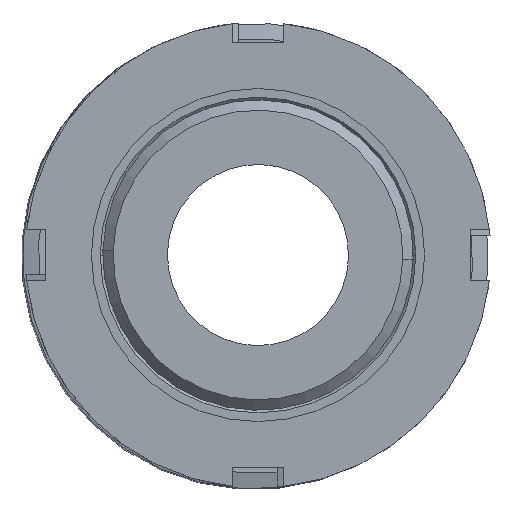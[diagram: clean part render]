
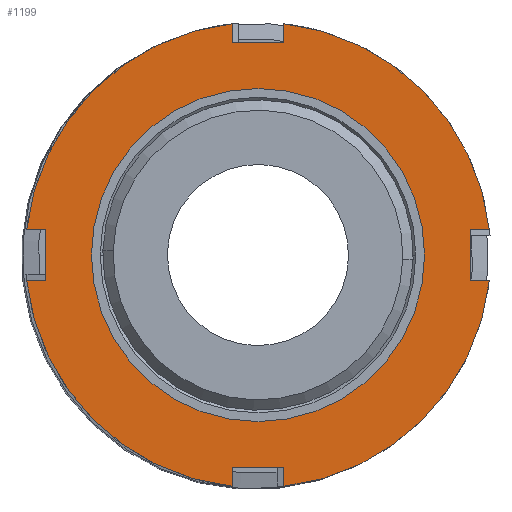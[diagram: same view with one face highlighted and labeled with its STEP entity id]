
A CAD part, front view. The second image highlights one B-rep face of the part: STEP entity #1199.
In plain terms, the highlighted planar face has unit normal (0, -1, 0).
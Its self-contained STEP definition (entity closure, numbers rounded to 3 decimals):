
#20 = EDGE_CURVE ( 'NONE', #931, #1744, #2657, .T. ) ;
#52 = AXIS2_PLACEMENT_3D ( 'NONE', #733, #241, #490 ) ;
#55 = CARTESIAN_POINT ( 'NONE',  ( -22.361, -11.968, 2.5 ) ) ;
#61 = DIRECTION ( 'NONE',  ( 0., 0., 1. ) ) ;
#123 = VECTOR ( 'NONE', #767, 1000. ) ;
#137 = ORIENTED_EDGE ( 'NONE', *, *, #1360, .T. ) ;
#144 = CARTESIAN_POINT ( 'NONE',  ( -16.1, -11.968, 0. ) ) ;
#156 = CIRCLE ( 'NONE', #1597, 22.5 ) ;
#168 = ORIENTED_EDGE ( 'NONE', *, *, #573, .F. ) ;
#172 = CARTESIAN_POINT ( 'NONE',  ( 0., -11.968, 0. ) ) ;
#186 = LINE ( 'NONE', #1367, #3049 ) ;
#222 = CARTESIAN_POINT ( 'NONE',  ( 20.5, -11.968, -2.5 ) ) ;
#224 = EDGE_CURVE ( 'NONE', #2260, #1155, #3021, .T. ) ;
#229 = CARTESIAN_POINT ( 'NONE',  ( 2.5, -11.968, 0. ) ) ;
#234 = DIRECTION ( 'NONE',  ( 1., 0., 0. ) ) ;
#241 = DIRECTION ( 'NONE',  ( 0., 1., 0. ) ) ;
#270 = EDGE_CURVE ( 'NONE', #2296, #3211, #513, .T. ) ;
#300 = CARTESIAN_POINT ( 'NONE',  ( 2.5, -11.968, 0. ) ) ;
#313 = CARTESIAN_POINT ( 'NONE',  ( 0., -11.968, 0. ) ) ;
#378 = VERTEX_POINT ( 'NONE', #1531 ) ;
#387 = EDGE_CURVE ( 'NONE', #1115, #1510, #1495, .T. ) ;
#432 = DIRECTION ( 'NONE',  ( 0., 1., 0. ) ) ;
#456 = CIRCLE ( 'NONE', #1703, 22.5 ) ;
#490 = DIRECTION ( 'NONE',  ( -1., 0., 0. ) ) ;
#491 = DIRECTION ( 'NONE',  ( -1., 0., 0. ) ) ;
#505 = CARTESIAN_POINT ( 'NONE',  ( 20.5, -11.968, 2.5 ) ) ;
#510 = CARTESIAN_POINT ( 'NONE',  ( 0., -11.968, 2.5 ) ) ;
#513 = LINE ( 'NONE', #2968, #1535 ) ;
#528 = CIRCLE ( 'NONE', #1162, 22.5 ) ;
#537 = VECTOR ( 'NONE', #3175, 1000. ) ;
#558 = DIRECTION ( 'NONE',  ( -1., 0., 0. ) ) ;
#573 = EDGE_CURVE ( 'NONE', #1510, #716, #1614, .T. ) ;
#600 = DIRECTION ( 'NONE',  ( 0., 0., -1. ) ) ;
#613 = LINE ( 'NONE', #510, #2809 ) ;
#660 = CARTESIAN_POINT ( 'NONE',  ( 22.361, -11.968, 2.5 ) ) ;
#682 = VERTEX_POINT ( 'NONE', #785 ) ;
#711 = AXIS2_PLACEMENT_3D ( 'NONE', #313, #2059, #558 ) ;
#712 = ORIENTED_EDGE ( 'NONE', *, *, #1257, .F. ) ;
#716 = VERTEX_POINT ( 'NONE', #2323 ) ;
#729 = EDGE_CURVE ( 'NONE', #2377, #2056, #156, .T. ) ;
#733 = CARTESIAN_POINT ( 'NONE',  ( 16.1, -11.968, 0. ) ) ;
#767 = DIRECTION ( 'NONE',  ( -1., 0., 0. ) ) ;
#785 = CARTESIAN_POINT ( 'NONE',  ( -2.5, -11.968, 20.5 ) ) ;
#790 = VECTOR ( 'NONE', #1469, 1000. ) ;
#837 = EDGE_LOOP ( 'NONE', ( #2603, #2948, #712, #1321, #2786, #2709, #888, #3179, #1912, #1045, #1394, #2821, #2986, #168, #2622, #3042 ) ) ;
#888 = ORIENTED_EDGE ( 'NONE', *, *, #1990, .F. ) ;
#905 = CARTESIAN_POINT ( 'NONE',  ( -2.5, -11.968, 22.361 ) ) ;
#912 = LINE ( 'NONE', #2648, #1581 ) ;
#931 = VERTEX_POINT ( 'NONE', #1635 ) ;
#932 = CARTESIAN_POINT ( 'NONE',  ( -2.5, -11.968, 0. ) ) ;
#940 = EDGE_CURVE ( 'NONE', #682, #1744, #984, .T. ) ;
#984 = LINE ( 'NONE', #1868, #2887 ) ;
#991 = CARTESIAN_POINT ( 'NONE',  ( 0., -11.968, -20.5 ) ) ;
#996 = VERTEX_POINT ( 'NONE', #660 ) ;
#1000 = CARTESIAN_POINT ( 'NONE',  ( -20.5, -11.968, -2.5 ) ) ;
#1016 = DIRECTION ( 'NONE',  ( 0., 1., 0. ) ) ;
#1023 = CARTESIAN_POINT ( 'NONE',  ( 2.5, -11.968, 20.5 ) ) ;
#1025 = CARTESIAN_POINT ( 'NONE',  ( 0., -11.968, 2.5 ) ) ;
#1028 = EDGE_CURVE ( 'NONE', #3216, #716, #3093, .T. ) ;
#1045 = ORIENTED_EDGE ( 'NONE', *, *, #2217, .F. ) ;
#1067 = DIRECTION ( 'NONE',  ( 0., 1., 0. ) ) ;
#1114 = CIRCLE ( 'NONE', #2317, 22.5 ) ;
#1115 = VERTEX_POINT ( 'NONE', #2483 ) ;
#1155 = VERTEX_POINT ( 'NONE', #1000 ) ;
#1162 = AXIS2_PLACEMENT_3D ( 'NONE', #2030, #1016, #491 ) ;
#1199 = ADVANCED_FACE ( 'NONE', ( #1874, #3165 ), #1488, .F. ) ;
#1257 = EDGE_CURVE ( 'NONE', #996, #2296, #1834, .T. ) ;
#1287 = DIRECTION ( 'NONE',  ( 1., 0., 0. ) ) ;
#1300 = EDGE_CURVE ( 'NONE', #2377, #1779, #613, .T. ) ;
#1302 = CARTESIAN_POINT ( 'NONE',  ( -20.5, -11.968, 2.5 ) ) ;
#1321 = ORIENTED_EDGE ( 'NONE', *, *, #3210, .F. ) ;
#1331 = CARTESIAN_POINT ( 'NONE',  ( 0., -11.968, 0. ) ) ;
#1350 = DIRECTION ( 'NONE',  ( -1., 0., 0. ) ) ;
#1360 = EDGE_CURVE ( 'NONE', #2997, #1480, #2727, .T. ) ;
#1367 = CARTESIAN_POINT ( 'NONE',  ( -2.5, -11.968, 0. ) ) ;
#1394 = ORIENTED_EDGE ( 'NONE', *, *, #224, .F. ) ;
#1449 = CARTESIAN_POINT ( 'NONE',  ( 0., -11.968, -2.5 ) ) ;
#1451 = DIRECTION ( 'NONE',  ( -1., 0., 0. ) ) ;
#1469 = DIRECTION ( 'NONE',  ( 0., 0., -1. ) ) ;
#1480 = VERTEX_POINT ( 'NONE', #3144 ) ;
#1488 = PLANE ( 'NONE',  #52 ) ;
#1495 = LINE ( 'NONE', #300, #2737 ) ;
#1510 = VERTEX_POINT ( 'NONE', #1684 ) ;
#1523 = DIRECTION ( 'NONE',  ( -1., 0., 0. ) ) ;
#1531 = CARTESIAN_POINT ( 'NONE',  ( 22.361, -11.968, -2.5 ) ) ;
#1535 = VECTOR ( 'NONE', #2200, 1000. ) ;
#1540 = ORIENTED_EDGE ( 'NONE', *, *, #2729, .T. ) ;
#1581 = VECTOR ( 'NONE', #2390, 1000. ) ;
#1597 = AXIS2_PLACEMENT_3D ( 'NONE', #1331, #1067, #1350 ) ;
#1614 = LINE ( 'NONE', #991, #123 ) ;
#1618 = VECTOR ( 'NONE', #234, 1000. ) ;
#1635 = CARTESIAN_POINT ( 'NONE',  ( 2.5, -11.968, 22.361 ) ) ;
#1684 = CARTESIAN_POINT ( 'NONE',  ( 2.5, -11.968, -20.5 ) ) ;
#1700 = DIRECTION ( 'NONE',  ( 0., 0., 1. ) ) ;
#1703 = AXIS2_PLACEMENT_3D ( 'NONE', #2632, #1900, #3112 ) ;
#1744 = VERTEX_POINT ( 'NONE', #1023 ) ;
#1779 = VERTEX_POINT ( 'NONE', #1302 ) ;
#1834 = LINE ( 'NONE', #1025, #3195 ) ;
#1868 = CARTESIAN_POINT ( 'NONE',  ( 0., -11.968, 20.5 ) ) ;
#1874 = FACE_BOUND ( 'NONE', #2635, .T. ) ;
#1878 = DIRECTION ( 'NONE',  ( 1., 0., 0. ) ) ;
#1900 = DIRECTION ( 'NONE',  ( 0., 1., 0. ) ) ;
#1912 = ORIENTED_EDGE ( 'NONE', *, *, #1300, .T. ) ;
#1951 = CARTESIAN_POINT ( 'NONE',  ( -20.5, -11.968, 0. ) ) ;
#1990 = EDGE_CURVE ( 'NONE', #2056, #682, #186, .T. ) ;
#2030 = CARTESIAN_POINT ( 'NONE',  ( 0., -11.968, 0. ) ) ;
#2035 = EDGE_CURVE ( 'NONE', #378, #1115, #456, .T. ) ;
#2056 = VERTEX_POINT ( 'NONE', #905 ) ;
#2059 = DIRECTION ( 'NONE',  ( 0., 1., 0. ) ) ;
#2075 = DIRECTION ( 'NONE',  ( 0., 1., 0. ) ) ;
#2200 = DIRECTION ( 'NONE',  ( 0., 0., -1. ) ) ;
#2217 = EDGE_CURVE ( 'NONE', #1155, #1779, #2791, .T. ) ;
#2260 = VERTEX_POINT ( 'NONE', #2952 ) ;
#2296 = VERTEX_POINT ( 'NONE', #505 ) ;
#2317 = AXIS2_PLACEMENT_3D ( 'NONE', #2526, #2075, #2808 ) ;
#2323 = CARTESIAN_POINT ( 'NONE',  ( -2.5, -11.968, -20.5 ) ) ;
#2377 = VERTEX_POINT ( 'NONE', #55 ) ;
#2390 = DIRECTION ( 'NONE',  ( -1., 0., 0. ) ) ;
#2440 = CIRCLE ( 'NONE', #2617, 16.1 ) ;
#2450 = EDGE_CURVE ( 'NONE', #3216, #2260, #1114, .T. ) ;
#2483 = CARTESIAN_POINT ( 'NONE',  ( 2.5, -11.968, -22.361 ) ) ;
#2524 = VECTOR ( 'NONE', #1700, 1000. ) ;
#2526 = CARTESIAN_POINT ( 'NONE',  ( 0., -11.968, 0. ) ) ;
#2603 = ORIENTED_EDGE ( 'NONE', *, *, #2664, .T. ) ;
#2617 = AXIS2_PLACEMENT_3D ( 'NONE', #172, #432, #1451 ) ;
#2622 = ORIENTED_EDGE ( 'NONE', *, *, #387, .F. ) ;
#2632 = CARTESIAN_POINT ( 'NONE',  ( 0., -11.968, 0. ) ) ;
#2635 = EDGE_LOOP ( 'NONE', ( #137, #1540 ) ) ;
#2648 = CARTESIAN_POINT ( 'NONE',  ( 0., -11.968, -2.5 ) ) ;
#2657 = LINE ( 'NONE', #229, #790 ) ;
#2664 = EDGE_CURVE ( 'NONE', #378, #3211, #912, .T. ) ;
#2709 = ORIENTED_EDGE ( 'NONE', *, *, #940, .F. ) ;
#2727 = CIRCLE ( 'NONE', #711, 16.1 ) ;
#2729 = EDGE_CURVE ( 'NONE', #1480, #2997, #2440, .T. ) ;
#2737 = VECTOR ( 'NONE', #61, 1000. ) ;
#2747 = CARTESIAN_POINT ( 'NONE',  ( -2.5, -11.968, -22.361 ) ) ;
#2786 = ORIENTED_EDGE ( 'NONE', *, *, #20, .T. ) ;
#2791 = LINE ( 'NONE', #1951, #2524 ) ;
#2808 = DIRECTION ( 'NONE',  ( -1., 0., 0. ) ) ;
#2809 = VECTOR ( 'NONE', #1287, 1000. ) ;
#2821 = ORIENTED_EDGE ( 'NONE', *, *, #2450, .F. ) ;
#2887 = VECTOR ( 'NONE', #1878, 1000. ) ;
#2948 = ORIENTED_EDGE ( 'NONE', *, *, #270, .F. ) ;
#2952 = CARTESIAN_POINT ( 'NONE',  ( -22.361, -11.968, -2.5 ) ) ;
#2968 = CARTESIAN_POINT ( 'NONE',  ( 20.5, -11.968, 0. ) ) ;
#2986 = ORIENTED_EDGE ( 'NONE', *, *, #1028, .T. ) ;
#2997 = VERTEX_POINT ( 'NONE', #144 ) ;
#3021 = LINE ( 'NONE', #1449, #1618 ) ;
#3042 = ORIENTED_EDGE ( 'NONE', *, *, #2035, .F. ) ;
#3049 = VECTOR ( 'NONE', #600, 1000. ) ;
#3093 = LINE ( 'NONE', #932, #537 ) ;
#3112 = DIRECTION ( 'NONE',  ( -1., 0., 0. ) ) ;
#3144 = CARTESIAN_POINT ( 'NONE',  ( 16.1, -11.968, 0. ) ) ;
#3165 = FACE_OUTER_BOUND ( 'NONE', #837, .T. ) ;
#3175 = DIRECTION ( 'NONE',  ( 0., 0., 1. ) ) ;
#3179 = ORIENTED_EDGE ( 'NONE', *, *, #729, .F. ) ;
#3195 = VECTOR ( 'NONE', #1523, 1000. ) ;
#3210 = EDGE_CURVE ( 'NONE', #931, #996, #528, .T. ) ;
#3211 = VERTEX_POINT ( 'NONE', #222 ) ;
#3216 = VERTEX_POINT ( 'NONE', #2747 ) ;
